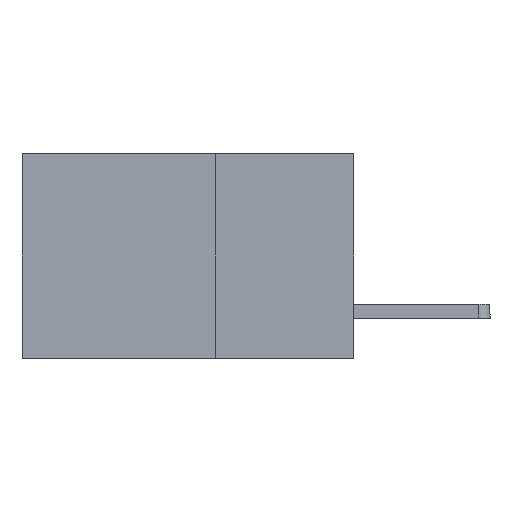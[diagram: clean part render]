
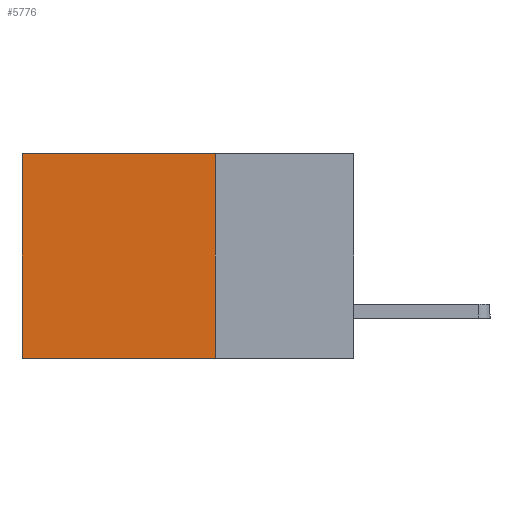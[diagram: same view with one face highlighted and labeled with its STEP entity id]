
A CAD part, left-side view. The second image highlights one B-rep face of the part: STEP entity #5776.
In plain terms, the highlighted planar face has unit normal (-1, 0, 0).
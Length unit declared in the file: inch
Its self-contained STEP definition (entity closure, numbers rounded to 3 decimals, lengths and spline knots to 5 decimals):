
#392 = EDGE_CURVE ( 'NONE', #2986, #5041, #10987, .T. ) ;
#602 = VERTEX_POINT ( 'NONE', #1750 ) ;
#1094 = EDGE_CURVE ( 'NONE', #2103, #602, #9983, .T. ) ;
#1106 = CARTESIAN_POINT ( 'NONE',  ( 0.2875, 0.6, 0. ) ) ;
#1330 = CARTESIAN_POINT ( 'NONE',  ( 0.2875, 0.25, 0. ) ) ;
#1518 = DIRECTION ( 'NONE',  ( 0., 0., -1. ) ) ;
#1750 = CARTESIAN_POINT ( 'NONE',  ( 0.2875, 0.6, -0.37 ) ) ;
#1906 = PLANE ( 'NONE',  #10379 ) ;
#2103 = VERTEX_POINT ( 'NONE', #1106 ) ;
#2507 = EDGE_LOOP ( 'NONE', ( #6606, #6678, #6854, #6900 ) ) ;
#2611 = EDGE_CURVE ( 'NONE', #2986, #2103, #5898, .T. ) ;
#2650 = CARTESIAN_POINT ( 'NONE',  ( 0.2875, 0.25, -0.37 ) ) ;
#2665 = VECTOR ( 'NONE', #6142, 39.37008 ) ;
#2865 = DIRECTION ( 'NONE',  ( 1., 0., 0. ) ) ;
#2986 = VERTEX_POINT ( 'NONE', #3277 ) ;
#3277 = CARTESIAN_POINT ( 'NONE',  ( 0.2875, 0.25, 0. ) ) ;
#5041 = VERTEX_POINT ( 'NONE', #2650 ) ;
#5143 = LINE ( 'NONE', #7319, #7120 ) ;
#5776 = ADVANCED_FACE ( 'NONE', ( #7255 ), #1906, .F. ) ;
#5898 = LINE ( 'NONE', #6170, #9977 ) ;
#6090 = DIRECTION ( 'NONE',  ( 0., 1., 0. ) ) ;
#6142 = DIRECTION ( 'NONE',  ( 0., 0., -1. ) ) ;
#6170 = CARTESIAN_POINT ( 'NONE',  ( 0.2875, 0.25, 0. ) ) ;
#6304 = CARTESIAN_POINT ( 'NONE',  ( 0.2875, 0.6, 0. ) ) ;
#6606 = ORIENTED_EDGE ( 'NONE', *, *, #1094, .T. ) ;
#6678 = ORIENTED_EDGE ( 'NONE', *, *, #10478, .F. ) ;
#6854 = ORIENTED_EDGE ( 'NONE', *, *, #392, .F. ) ;
#6900 = ORIENTED_EDGE ( 'NONE', *, *, #2611, .T. ) ;
#7120 = VECTOR ( 'NONE', #10518, 39.37008 ) ;
#7255 = FACE_OUTER_BOUND ( 'NONE', #2507, .T. ) ;
#7319 = CARTESIAN_POINT ( 'NONE',  ( 0.2875, 0.25, -0.37 ) ) ;
#7887 = CARTESIAN_POINT ( 'NONE',  ( 0.2875, 0.25, 0. ) ) ;
#8746 = DIRECTION ( 'NONE',  ( 0., 0., -1. ) ) ;
#9977 = VECTOR ( 'NONE', #6090, 39.37008 ) ;
#9983 = LINE ( 'NONE', #6304, #2665 ) ;
#10379 = AXIS2_PLACEMENT_3D ( 'NONE', #7887, #2865, #8746 ) ;
#10478 = EDGE_CURVE ( 'NONE', #5041, #602, #5143, .T. ) ;
#10518 = DIRECTION ( 'NONE',  ( 0., 1., 0. ) ) ;
#10746 = VECTOR ( 'NONE', #1518, 39.37008 ) ;
#10987 = LINE ( 'NONE', #1330, #10746 ) ;
